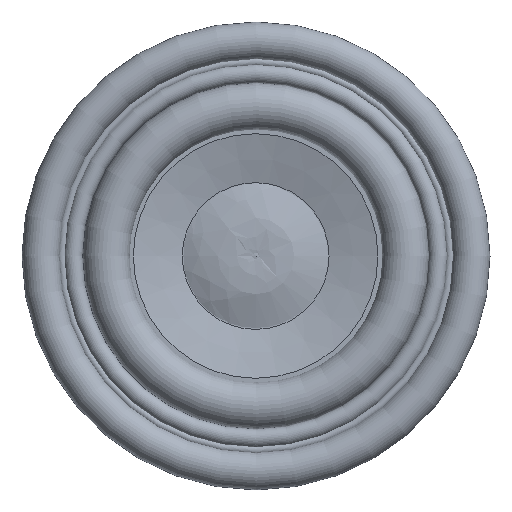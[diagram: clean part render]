
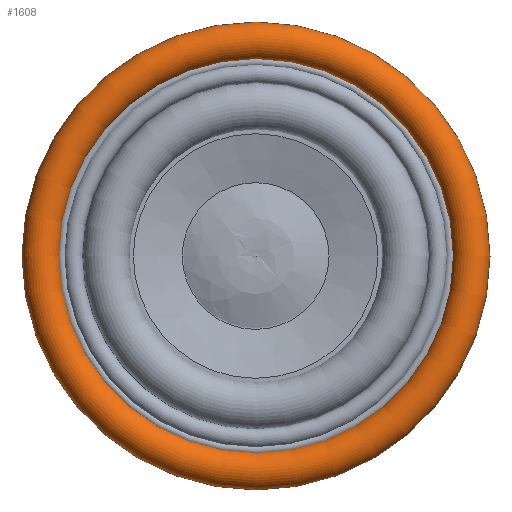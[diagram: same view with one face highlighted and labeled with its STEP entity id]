
A CAD part, top view. The second image highlights one B-rep face of the part: STEP entity #1608.
In plain terms, the highlighted toroidal (fillet/blend) face has major radius 23 mm and minor radius 2 mm.
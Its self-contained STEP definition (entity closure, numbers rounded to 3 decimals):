
#460=FACE_OUTER_BOUND('',#572,.T.);
#572=EDGE_LOOP('',(#1345,#1346,#1347,#1348));
#676=CIRCLE('',#1781,21.);
#677=CIRCLE('',#1783,2.);
#678=CIRCLE('',#1784,25.);
#797=VERTEX_POINT('',#2987);
#798=VERTEX_POINT('',#2990);
#991=EDGE_CURVE('',#797,#797,#676,.T.);
#992=EDGE_CURVE('',#797,#798,#677,.T.);
#993=EDGE_CURVE('',#798,#798,#678,.T.);
#1345=ORIENTED_EDGE('',*,*,#991,.T.);
#1346=ORIENTED_EDGE('',*,*,#992,.T.);
#1347=ORIENTED_EDGE('',*,*,#993,.T.);
#1348=ORIENTED_EDGE('',*,*,#992,.F.);
#1554=TOROIDAL_SURFACE('',#1782,23.,2.);
#1608=ADVANCED_FACE('',(#460),#1554,.T.);
#1781=AXIS2_PLACEMENT_3D('',#2988,#2089,#2090);
#1782=AXIS2_PLACEMENT_3D('',#2989,#2091,#2092);
#1783=AXIS2_PLACEMENT_3D('',#2991,#2093,#2094);
#1784=AXIS2_PLACEMENT_3D('',#2992,#2095,#2096);
#2089=DIRECTION('center_axis',(0.,0.,-1.));
#2090=DIRECTION('ref_axis',(1.,0.,0.));
#2091=DIRECTION('center_axis',(0.,0.,1.));
#2092=DIRECTION('ref_axis',(1.,0.,0.));
#2093=DIRECTION('center_axis',(0.,-1.,0.));
#2094=DIRECTION('ref_axis',(-1.,0.,0.));
#2095=DIRECTION('center_axis',(0.,0.,1.));
#2096=DIRECTION('ref_axis',(1.,0.,0.));
#2987=CARTESIAN_POINT('',(-21.,0.,16.));
#2988=CARTESIAN_POINT('Origin',(0.,0.,16.));
#2989=CARTESIAN_POINT('Origin',(0.,0.,16.));
#2990=CARTESIAN_POINT('',(-25.,0.,16.));
#2991=CARTESIAN_POINT('Origin',(-23.,0.,16.));
#2992=CARTESIAN_POINT('Origin',(0.,0.,16.));
